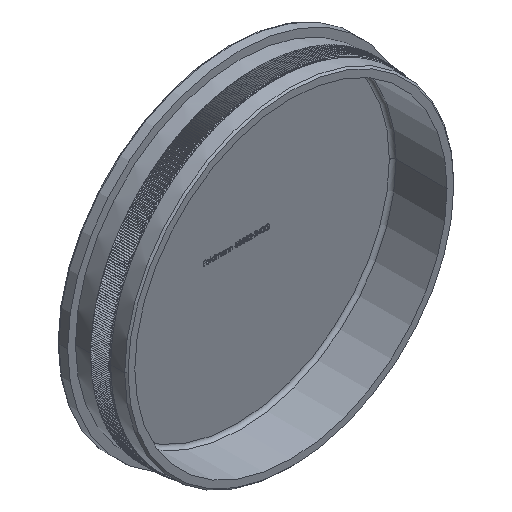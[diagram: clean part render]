
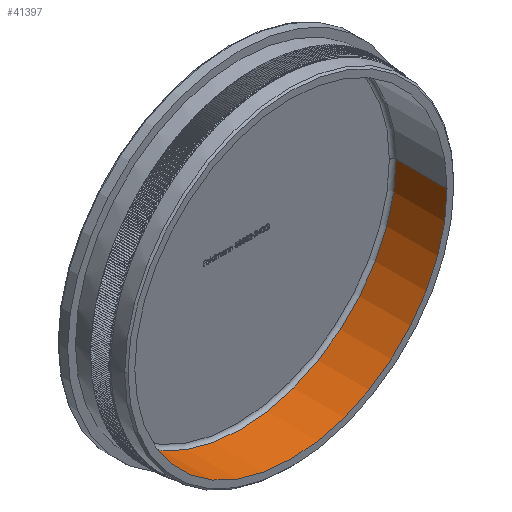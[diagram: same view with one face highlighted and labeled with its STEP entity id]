
A CAD part, isometric view. The second image highlights one B-rep face of the part: STEP entity #41397.
In plain terms, the highlighted cylindrical face has radius 46 mm (diameter 92 mm), a partial arc.
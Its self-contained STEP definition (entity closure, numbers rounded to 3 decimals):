
#534 = CARTESIAN_POINT ( 'NONE',  ( -46., 15., 0. ) ) ;
#6556 = DIRECTION ( 'NONE',  ( 0., -1., 0. ) ) ;
#7456 = EDGE_CURVE ( 'NONE', #88377, #35742, #16200, .T. ) ;
#7749 = CARTESIAN_POINT ( 'NONE',  ( -46., 0., 0. ) ) ;
#8998 = CARTESIAN_POINT ( 'NONE',  ( 0., 0., 0. ) ) ;
#9937 = DIRECTION ( 'NONE',  ( 1., 0., 0. ) ) ;
#12504 = DIRECTION ( 'NONE',  ( 0., -1., 0. ) ) ;
#13356 = CARTESIAN_POINT ( 'NONE',  ( 0., 16., 0. ) ) ;
#14011 = DIRECTION ( 'NONE',  ( 0., 1., 0. ) ) ;
#16183 = DIRECTION ( 'NONE',  ( 0., -1., 0. ) ) ;
#16200 = LINE ( 'NONE', #58476, #87364 ) ;
#18761 = AXIS2_PLACEMENT_3D ( 'NONE', #13356, #6556, #42304 ) ;
#21139 = EDGE_CURVE ( 'NONE', #88377, #62792, #61430, .T. ) ;
#21442 = ORIENTED_EDGE ( 'NONE', *, *, #36780, .T. ) ;
#27715 = FACE_OUTER_BOUND ( 'NONE', #58343, .T. ) ;
#28429 = ORIENTED_EDGE ( 'NONE', *, *, #7456, .F. ) ;
#30171 = ORIENTED_EDGE ( 'NONE', *, *, #68331, .T. ) ;
#35742 = VERTEX_POINT ( 'NONE', #38517 ) ;
#36780 = EDGE_CURVE ( 'NONE', #43810, #35742, #52608, .T. ) ;
#38517 = CARTESIAN_POINT ( 'NONE',  ( 46., 0., 0. ) ) ;
#40421 = VECTOR ( 'NONE', #12504, 1000. ) ;
#41132 = AXIS2_PLACEMENT_3D ( 'NONE', #8998, #16183, #9937 ) ;
#41397 = ADVANCED_FACE ( 'NONE', ( #27715 ), #91123, .F. ) ;
#42304 = DIRECTION ( 'NONE',  ( 1., 0., 0. ) ) ;
#42353 = CARTESIAN_POINT ( 'NONE',  ( 0., 15., 0. ) ) ;
#43810 = VERTEX_POINT ( 'NONE', #7749 ) ;
#44814 = DIRECTION ( 'NONE',  ( 0., -1., 0. ) ) ;
#52608 = CIRCLE ( 'NONE', #41132, 46. ) ;
#54911 = ORIENTED_EDGE ( 'NONE', *, *, #21139, .T. ) ;
#55731 = CARTESIAN_POINT ( 'NONE',  ( -46., 16., 0. ) ) ;
#58343 = EDGE_LOOP ( 'NONE', ( #54911, #30171, #21442, #28429 ) ) ;
#58476 = CARTESIAN_POINT ( 'NONE',  ( 46., 16., 0. ) ) ;
#59260 = LINE ( 'NONE', #55731, #40421 ) ;
#61430 = CIRCLE ( 'NONE', #86592, 46. ) ;
#62792 = VERTEX_POINT ( 'NONE', #534 ) ;
#64371 = DIRECTION ( 'NONE',  ( 1., 0., 0. ) ) ;
#66832 = CARTESIAN_POINT ( 'NONE',  ( 46., 15., 0. ) ) ;
#68331 = EDGE_CURVE ( 'NONE', #62792, #43810, #59260, .T. ) ;
#86592 = AXIS2_PLACEMENT_3D ( 'NONE', #42353, #14011, #64371 ) ;
#87364 = VECTOR ( 'NONE', #44814, 1000. ) ;
#88377 = VERTEX_POINT ( 'NONE', #66832 ) ;
#91123 = CYLINDRICAL_SURFACE ( 'NONE', #18761, 46. ) ;
